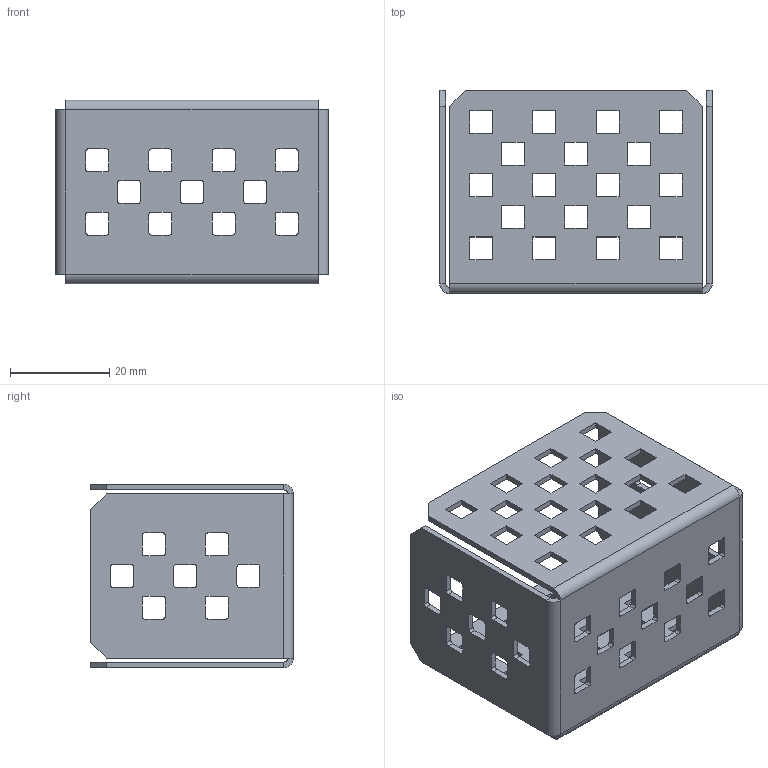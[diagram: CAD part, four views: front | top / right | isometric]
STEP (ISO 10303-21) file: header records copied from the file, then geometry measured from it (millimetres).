
FILE_DESCRIPTION(/* description */ (''),/* implementation_level */ '2;1');
FILE_NAME(/* name */ 'Worm Gearbox Bracket.ipt.step',/* time_stamp */ '2020-04-16T23:04:19-04:00',/* author */ ('Jordan'),/* organization */ (''),/* preprocessor_version */ 'ST-DEVELOPER v17',/* originating_system */ 'Autodesk Inventor 2019',/* authorisation */ '');
FILE_SCHEMA (('AUTOMOTIVE_DESIGN { 1 0 10303 214 3 1 1 }'));
Length unit declared in the file: inch
Products named in the file (1): Worm Gearbox Bracket
Bounding box: 54.76 x 40.79 x 36.93 mm (x, y, z)
Volume: 8420 mm3; surface area: 16267 mm2
Topology: 1 solids, 1 shells, 390 faces, 1513 edges, 1445 vertices
Faces by surface type: plane 282, cylinder 108
Entity records: 15147 total; most frequent: CARTESIAN_POINT 3068, DIRECTION 2452, ORIENTED_EDGE 2264, EDGE_CURVE 1132, LINE 916, VECTOR 916, AXIS2_PLACEMENT_3D 768, VERTEX_POINT 744
